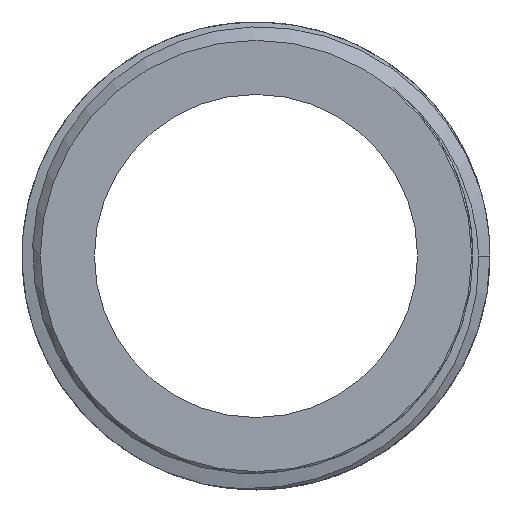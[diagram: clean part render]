
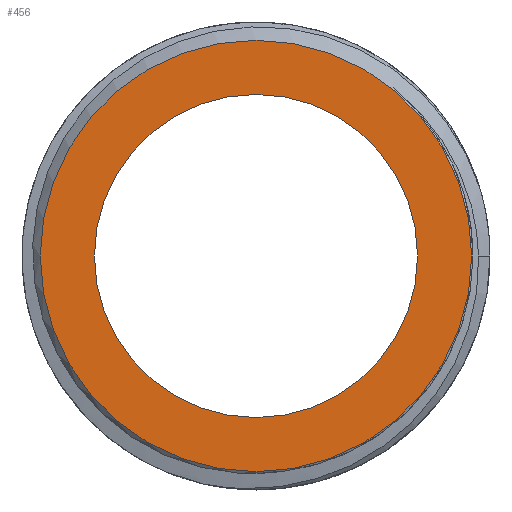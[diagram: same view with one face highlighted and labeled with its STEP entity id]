
A CAD part, left-side view. The second image highlights one B-rep face of the part: STEP entity #456.
In plain terms, the highlighted planar face has unit normal (-1, 0, 0).
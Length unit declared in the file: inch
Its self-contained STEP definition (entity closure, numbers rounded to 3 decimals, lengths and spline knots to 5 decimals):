
#18=FACE_BOUND('',#85,.T.);
#21=PLANE('',#523);
#59=FACE_OUTER_BOUND('',#84,.T.);
#84=EDGE_LOOP('',(#409,#410));
#85=EDGE_LOOP('',(#411,#412));
#118=CIRCLE('',#483,0.9145);
#119=CIRCLE('',#484,0.9145);
#131=CIRCLE('',#508,0.685);
#132=CIRCLE('',#509,0.685);
#179=VERTEX_POINT('',#837);
#180=VERTEX_POINT('',#839);
#208=VERTEX_POINT('',#1257);
#209=VERTEX_POINT('',#1259);
#228=EDGE_CURVE('',#179,#180,#118,.T.);
#229=EDGE_CURVE('',#180,#179,#119,.T.);
#269=EDGE_CURVE('',#209,#208,#131,.T.);
#270=EDGE_CURVE('',#208,#209,#132,.T.);
#409=ORIENTED_EDGE('',*,*,#229,.F.);
#410=ORIENTED_EDGE('',*,*,#228,.F.);
#411=ORIENTED_EDGE('',*,*,#269,.T.);
#412=ORIENTED_EDGE('',*,*,#270,.T.);
#456=ADVANCED_FACE('',(#59,#18),#21,.T.);
#483=AXIS2_PLACEMENT_3D('',#840,#542,#543);
#484=AXIS2_PLACEMENT_3D('',#841,#544,#545);
#508=AXIS2_PLACEMENT_3D('',#1260,#602,#603);
#509=AXIS2_PLACEMENT_3D('',#1261,#604,#605);
#523=AXIS2_PLACEMENT_3D('',#2132,#633,#634);
#542=DIRECTION('center_axis',(1.,0.,0.));
#543=DIRECTION('ref_axis',(0.,1.,0.));
#544=DIRECTION('center_axis',(1.,0.,0.));
#545=DIRECTION('ref_axis',(0.,1.,0.));
#602=DIRECTION('center_axis',(1.,0.,0.));
#603=DIRECTION('ref_axis',(0.,1.,0.));
#604=DIRECTION('center_axis',(1.,0.,0.));
#605=DIRECTION('ref_axis',(0.,1.,0.));
#633=DIRECTION('center_axis',(-1.,0.,0.));
#634=DIRECTION('ref_axis',(0.,0.,1.));
#837=CARTESIAN_POINT('',(0.,-0.9145,0.));
#839=CARTESIAN_POINT('',(0.,0.9145,0.));
#840=CARTESIAN_POINT('Origin',(0.,0.,0.));
#841=CARTESIAN_POINT('Origin',(0.,0.,0.));
#1257=CARTESIAN_POINT('',(0.,-0.685,0.));
#1259=CARTESIAN_POINT('',(0.,0.685,0.));
#1260=CARTESIAN_POINT('Origin',(0.,0.,0.));
#1261=CARTESIAN_POINT('Origin',(0.,0.,0.));
#2132=CARTESIAN_POINT('Origin',(0.,0.79975,0.));
